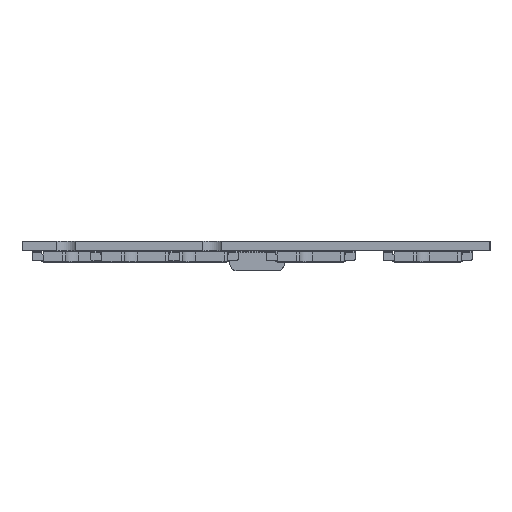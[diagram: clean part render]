
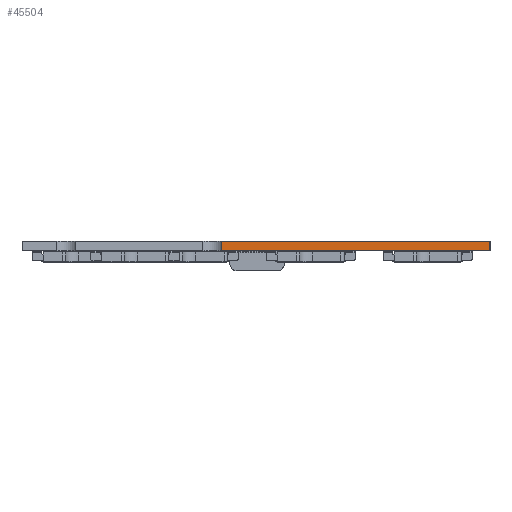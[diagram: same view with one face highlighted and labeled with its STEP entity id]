
A CAD part, front view. The second image highlights one B-rep face of the part: STEP entity #45504.
In plain terms, the highlighted planar face has unit normal (0, -1, 0).
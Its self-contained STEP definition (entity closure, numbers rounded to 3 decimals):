
#37901 = PLANE('',#37902);
#37902 = AXIS2_PLACEMENT_3D('',#37903,#37904,#37905);
#37903 = CARTESIAN_POINT('',(194.268,-97.491,1.6));
#37904 = DIRECTION('',(0.,0.,1.));
#37905 = DIRECTION('',(1.,0.,-0.));
#37955 = PLANE('',#37956);
#37956 = AXIS2_PLACEMENT_3D('',#37957,#37958,#37959);
#37957 = CARTESIAN_POINT('',(194.268,-97.491,0.));
#37958 = DIRECTION('',(0.,0.,1.));
#37959 = DIRECTION('',(1.,0.,-0.));
#38348 = VERTEX_POINT('',#38349);
#38349 = CARTESIAN_POINT('',(188.662,-150.188,0.));
#38364 = CYLINDRICAL_SURFACE('',#38365,1.994);
#38365 = AXIS2_PLACEMENT_3D('',#38366,#38367,#38368);
#38366 = CARTESIAN_POINT('',(187.121,-148.922,-0.8));
#38367 = DIRECTION('',(0.,0.,1.));
#38368 = DIRECTION('',(1.,0.,-0.));
#38376 = EDGE_CURVE('',#38348,#38377,#38379,.T.);
#38377 = VERTEX_POINT('',#38378);
#38378 = CARTESIAN_POINT('',(232.363,-150.188,0.));
#38379 = SURFACE_CURVE('',#38380,(#38384,#38391),.PCURVE_S1.);
#38380 = LINE('',#38381,#38382);
#38381 = CARTESIAN_POINT('',(156.175,-150.188,0.));
#38382 = VECTOR('',#38383,1.);
#38383 = DIRECTION('',(1.,0.,0.));
#38384 = PCURVE('',#37955,#38385);
#38385 = DEFINITIONAL_REPRESENTATION('',(#38386),#38390);
#38386 = LINE('',#38387,#38388);
#38387 = CARTESIAN_POINT('',(-38.093,-52.697));
#38388 = VECTOR('',#38389,1.);
#38389 = DIRECTION('',(1.,0.));
#38390 = ( GEOMETRIC_REPRESENTATION_CONTEXT(2) 
PARAMETRIC_REPRESENTATION_CONTEXT() REPRESENTATION_CONTEXT('2D SPACE',''
  ) );
#38391 = PCURVE('',#38392,#38397);
#38392 = PLANE('',#38393);
#38393 = AXIS2_PLACEMENT_3D('',#38394,#38395,#38396);
#38394 = CARTESIAN_POINT('',(156.175,-150.188,0.));
#38395 = DIRECTION('',(0.,1.,0.));
#38396 = DIRECTION('',(1.,0.,0.));
#38397 = DEFINITIONAL_REPRESENTATION('',(#38398),#38402);
#38398 = LINE('',#38399,#38400);
#38399 = CARTESIAN_POINT('',(0.,0.));
#38400 = VECTOR('',#38401,1.);
#38401 = DIRECTION('',(1.,0.));
#38402 = ( GEOMETRIC_REPRESENTATION_CONTEXT(2) 
PARAMETRIC_REPRESENTATION_CONTEXT() REPRESENTATION_CONTEXT('2D SPACE',''
  ) );
#38420 = PLANE('',#38421);
#38421 = AXIS2_PLACEMENT_3D('',#38422,#38423,#38424);
#38422 = CARTESIAN_POINT('',(232.363,-150.188,0.));
#38423 = DIRECTION('',(-1.,0.,0.));
#38424 = DIRECTION('',(0.,1.,0.));
#42194 = VERTEX_POINT('',#42195);
#42195 = CARTESIAN_POINT('',(188.662,-150.188,1.6));
#42217 = EDGE_CURVE('',#42194,#42218,#42220,.T.);
#42218 = VERTEX_POINT('',#42219);
#42219 = CARTESIAN_POINT('',(232.363,-150.188,1.6));
#42220 = SURFACE_CURVE('',#42221,(#42225,#42232),.PCURVE_S1.);
#42221 = LINE('',#42222,#42223);
#42222 = CARTESIAN_POINT('',(156.175,-150.188,1.6));
#42223 = VECTOR('',#42224,1.);
#42224 = DIRECTION('',(1.,0.,0.));
#42225 = PCURVE('',#37901,#42226);
#42226 = DEFINITIONAL_REPRESENTATION('',(#42227),#42231);
#42227 = LINE('',#42228,#42229);
#42228 = CARTESIAN_POINT('',(-38.093,-52.697));
#42229 = VECTOR('',#42230,1.);
#42230 = DIRECTION('',(1.,0.));
#42231 = ( GEOMETRIC_REPRESENTATION_CONTEXT(2) 
PARAMETRIC_REPRESENTATION_CONTEXT() REPRESENTATION_CONTEXT('2D SPACE',''
  ) );
#42232 = PCURVE('',#38392,#42233);
#42233 = DEFINITIONAL_REPRESENTATION('',(#42234),#42238);
#42234 = LINE('',#42235,#42236);
#42235 = CARTESIAN_POINT('',(0.,-1.6));
#42236 = VECTOR('',#42237,1.);
#42237 = DIRECTION('',(1.,0.));
#42238 = ( GEOMETRIC_REPRESENTATION_CONTEXT(2) 
PARAMETRIC_REPRESENTATION_CONTEXT() REPRESENTATION_CONTEXT('2D SPACE',''
  ) );
#45482 = EDGE_CURVE('',#38377,#42218,#45483,.T.);
#45483 = SURFACE_CURVE('',#45484,(#45488,#45495),.PCURVE_S1.);
#45484 = LINE('',#45485,#45486);
#45485 = CARTESIAN_POINT('',(232.363,-150.188,0.));
#45486 = VECTOR('',#45487,1.);
#45487 = DIRECTION('',(0.,0.,1.));
#45488 = PCURVE('',#38420,#45489);
#45489 = DEFINITIONAL_REPRESENTATION('',(#45490),#45494);
#45490 = LINE('',#45491,#45492);
#45491 = CARTESIAN_POINT('',(0.,0.));
#45492 = VECTOR('',#45493,1.);
#45493 = DIRECTION('',(0.,-1.));
#45494 = ( GEOMETRIC_REPRESENTATION_CONTEXT(2) 
PARAMETRIC_REPRESENTATION_CONTEXT() REPRESENTATION_CONTEXT('2D SPACE',''
  ) );
#45495 = PCURVE('',#38392,#45496);
#45496 = DEFINITIONAL_REPRESENTATION('',(#45497),#45501);
#45497 = LINE('',#45498,#45499);
#45498 = CARTESIAN_POINT('',(76.188,0.));
#45499 = VECTOR('',#45500,1.);
#45500 = DIRECTION('',(0.,-1.));
#45501 = ( GEOMETRIC_REPRESENTATION_CONTEXT(2) 
PARAMETRIC_REPRESENTATION_CONTEXT() REPRESENTATION_CONTEXT('2D SPACE',''
  ) );
#45504 = ADVANCED_FACE('',(#45505),#38392,.F.);
#45505 = FACE_BOUND('',#45506,.F.);
#45506 = EDGE_LOOP('',(#45507,#45508,#45527,#45528));
#45507 = ORIENTED_EDGE('',*,*,#38376,.F.);
#45508 = ORIENTED_EDGE('',*,*,#45509,.T.);
#45509 = EDGE_CURVE('',#38348,#42194,#45510,.T.);
#45510 = SURFACE_CURVE('',#45511,(#45515,#45521),.PCURVE_S1.);
#45511 = LINE('',#45512,#45513);
#45512 = CARTESIAN_POINT('',(188.662,-150.188,-0.8));
#45513 = VECTOR('',#45514,1.);
#45514 = DIRECTION('',(0.,0.,1.));
#45515 = PCURVE('',#38392,#45516);
#45516 = DEFINITIONAL_REPRESENTATION('',(#45517),#45520);
#45517 = B_SPLINE_CURVE_WITH_KNOTS('',1,(#45518,#45519),.UNSPECIFIED.,
  .F.,.F.,(2,2),(0.64,2.56),.PIECEWISE_BEZIER_KNOTS.);
#45518 = CARTESIAN_POINT('',(32.487,0.16));
#45519 = CARTESIAN_POINT('',(32.487,-1.76));
#45520 = ( GEOMETRIC_REPRESENTATION_CONTEXT(2) 
PARAMETRIC_REPRESENTATION_CONTEXT() REPRESENTATION_CONTEXT('2D SPACE',''
  ) );
#45521 = PCURVE('',#38364,#45522);
#45522 = DEFINITIONAL_REPRESENTATION('',(#45523),#45526);
#45523 = B_SPLINE_CURVE_WITH_KNOTS('',1,(#45524,#45525),.UNSPECIFIED.,
  .F.,.F.,(2,2),(0.64,2.56),.PIECEWISE_BEZIER_KNOTS.);
#45524 = CARTESIAN_POINT('',(5.596,0.64));
#45525 = CARTESIAN_POINT('',(5.596,2.56));
#45526 = ( GEOMETRIC_REPRESENTATION_CONTEXT(2) 
PARAMETRIC_REPRESENTATION_CONTEXT() REPRESENTATION_CONTEXT('2D SPACE',''
  ) );
#45527 = ORIENTED_EDGE('',*,*,#42217,.T.);
#45528 = ORIENTED_EDGE('',*,*,#45482,.F.);
